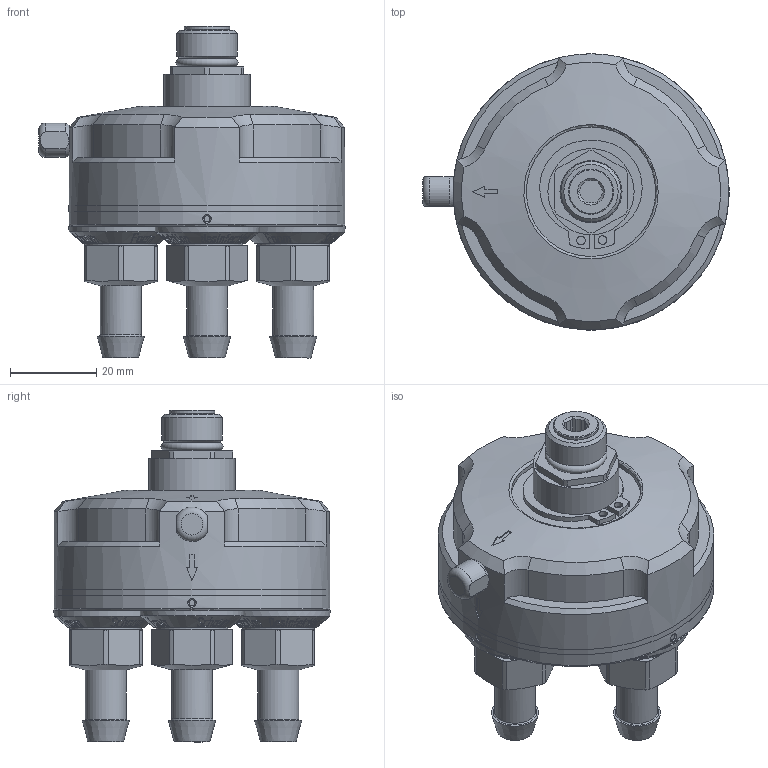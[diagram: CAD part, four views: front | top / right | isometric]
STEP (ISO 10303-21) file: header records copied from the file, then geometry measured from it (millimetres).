
FILE_DESCRIPTION(/* description */ ('Unknown'),/* implementation_level */ '2;1');
FILE_NAME(/* name */ '200163185_Ansaugverteiler_13_12_2023',/* time_stamp */ '2023-12-13T14:01:02+01:00',/* author */ ('Unknown'),/* organization */ ('Unknown'),/* preprocessor_version */ 'ST-DEVELOPER v18.104',/* originating_system */ 'Solid Edge',/* authorisation */ 'Unknown');
FILE_SCHEMA (('AUTOMOTIVE_DESIGN {1 0 10303 214 3 1 1}'));
Products named in the file (1): Part1
Bounding box: 71.04 x 64.08 x 77 mm (x, y, z)
Volume: 103993.1 mm3; surface area: 19322.1 mm2
Topology: 1 solids, 1 shells, 1265 faces, 3195 edges, 2116 vertices
Faces by surface type: plane 676, bspline 271, cone 219, cylinder 90, torus 9
Full cylindrical faces by diameter (mm): 2 x2, 5 x1, 6.2 x4, 9.5 x4, 10.5 x1, 12 x2, 14 x1, 16.6 x4, 19 x1, 20 x2, 30 x1, 64 x3
Entity records: 55573 total; most frequent: CARTESIAN_POINT 20860, ORIENTED_EDGE 6138, DIRECTION 3565, EDGE_CURVE 3069, VERTEX_POINT 2078, B_SPLINE_CURVE_WITH_KNOTS 1765, EDGE_LOOP 1541, FACE_BOUND 1541
